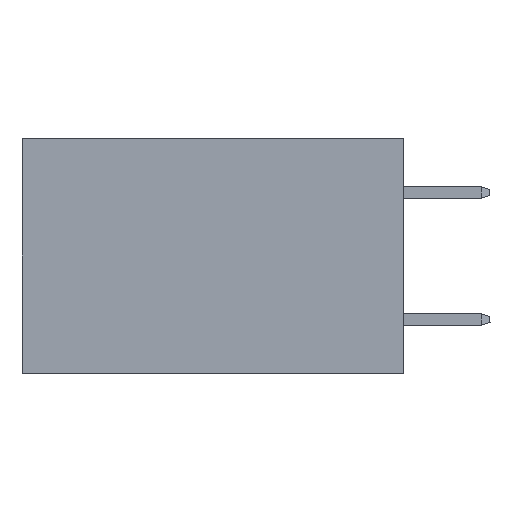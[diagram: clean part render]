
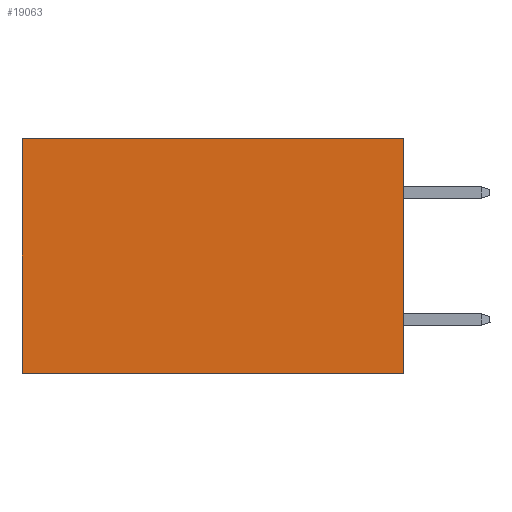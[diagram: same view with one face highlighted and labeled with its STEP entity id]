
A CAD part, left-side view. The second image highlights one B-rep face of the part: STEP entity #19063.
In plain terms, the highlighted planar face has unit normal (-1, 0, 0).
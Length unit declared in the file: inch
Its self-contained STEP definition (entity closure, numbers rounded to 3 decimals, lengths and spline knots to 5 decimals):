
#737 = VECTOR ( 'NONE', #10954, 39.37008 ) ;
#1254 = LINE ( 'NONE', #13187, #17727 ) ;
#1685 = VERTEX_POINT ( 'NONE', #1728 ) ;
#1728 = CARTESIAN_POINT ( 'NONE',  ( 0.2875, 0.6, 0. ) ) ;
#2196 = CARTESIAN_POINT ( 'NONE',  ( 0.2875, 0.6, -0.37 ) ) ;
#2493 = EDGE_CURVE ( 'NONE', #9146, #17244, #9880, .T. ) ;
#3381 = DIRECTION ( 'NONE',  ( 1., 0., 0. ) ) ;
#3395 = ORIENTED_EDGE ( 'NONE', *, *, #3813, .T. ) ;
#3520 = DIRECTION ( 'NONE',  ( 0., 1., 0. ) ) ;
#3613 = AXIS2_PLACEMENT_3D ( 'NONE', #16637, #3381, #12386 ) ;
#3813 = EDGE_CURVE ( 'NONE', #13731, #1685, #1254, .T. ) ;
#4168 = DIRECTION ( 'NONE',  ( 0., 0., -1. ) ) ;
#4583 = EDGE_CURVE ( 'NONE', #13731, #9146, #5133, .T. ) ;
#4930 = ORIENTED_EDGE ( 'NONE', *, *, #4583, .F. ) ;
#5133 = LINE ( 'NONE', #12586, #737 ) ;
#5843 = CARTESIAN_POINT ( 'NONE',  ( 0.2875, 0.6, 0. ) ) ;
#7010 = EDGE_CURVE ( 'NONE', #1685, #17244, #16082, .T. ) ;
#7608 = VECTOR ( 'NONE', #4168, 39.37008 ) ;
#9146 = VERTEX_POINT ( 'NONE', #18758 ) ;
#9880 = LINE ( 'NONE', #13883, #16121 ) ;
#10954 = DIRECTION ( 'NONE',  ( 0., 0., -1. ) ) ;
#12290 = FACE_OUTER_BOUND ( 'NONE', #17700, .T. ) ;
#12386 = DIRECTION ( 'NONE',  ( 0., 0., -1. ) ) ;
#12586 = CARTESIAN_POINT ( 'NONE',  ( 0.2875, 0., 0. ) ) ;
#12895 = DIRECTION ( 'NONE',  ( 0., 1., 0. ) ) ;
#13187 = CARTESIAN_POINT ( 'NONE',  ( 0.2875, 0., 0. ) ) ;
#13731 = VERTEX_POINT ( 'NONE', #18521 ) ;
#13883 = CARTESIAN_POINT ( 'NONE',  ( 0.2875, 0., -0.37 ) ) ;
#16082 = LINE ( 'NONE', #5843, #7608 ) ;
#16114 = ORIENTED_EDGE ( 'NONE', *, *, #7010, .T. ) ;
#16121 = VECTOR ( 'NONE', #3520, 39.37008 ) ;
#16637 = CARTESIAN_POINT ( 'NONE',  ( 0.2875, 0., 0. ) ) ;
#17244 = VERTEX_POINT ( 'NONE', #2196 ) ;
#17700 = EDGE_LOOP ( 'NONE', ( #16114, #18012, #4930, #3395 ) ) ;
#17727 = VECTOR ( 'NONE', #12895, 39.37008 ) ;
#18012 = ORIENTED_EDGE ( 'NONE', *, *, #2493, .F. ) ;
#18087 = PLANE ( 'NONE',  #3613 ) ;
#18521 = CARTESIAN_POINT ( 'NONE',  ( 0.2875, 0., 0. ) ) ;
#18758 = CARTESIAN_POINT ( 'NONE',  ( 0.2875, 0., -0.37 ) ) ;
#19063 = ADVANCED_FACE ( 'NONE', ( #12290 ), #18087, .F. ) ;
